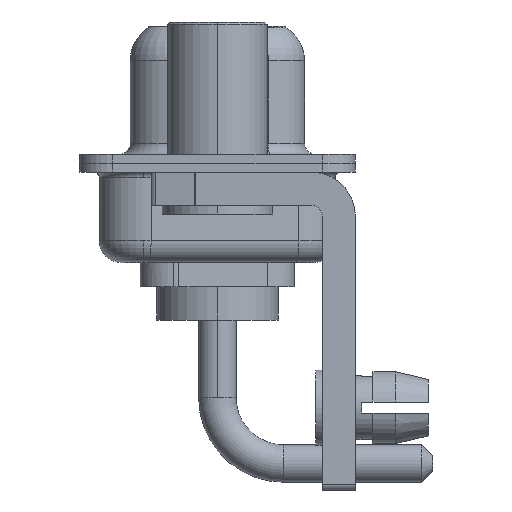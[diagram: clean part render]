
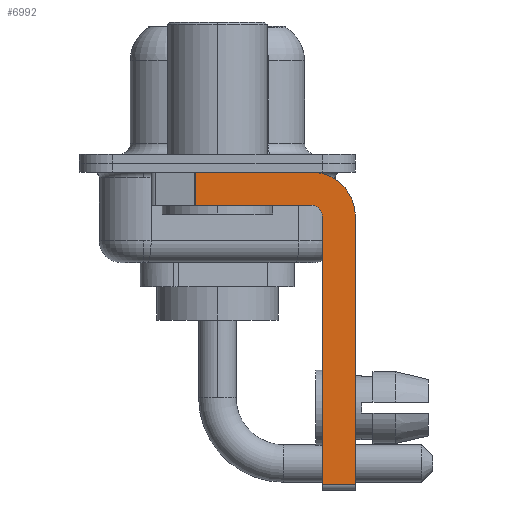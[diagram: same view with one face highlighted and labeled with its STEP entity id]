
A CAD part, left-side view. The second image highlights one B-rep face of the part: STEP entity #6992.
In plain terms, the highlighted planar face has unit normal (-1, 0, 0).
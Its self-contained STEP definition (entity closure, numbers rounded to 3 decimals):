
#7 = EDGE_CURVE ( 'NONE', #8204, #7778, #3097, .T. ) ;
#172 = CARTESIAN_POINT ( 'NONE',  ( -2.9, -4.25, -1.9 ) ) ;
#345 = ORIENTED_EDGE ( 'NONE', *, *, #9993, .F. ) ;
#685 = CARTESIAN_POINT ( 'NONE',  ( -2.9, 0.978, -1.9 ) ) ;
#941 = DIRECTION ( 'NONE',  ( 1., 0., 0. ) ) ;
#1038 = ORIENTED_EDGE ( 'NONE', *, *, #14867, .F. ) ;
#1144 = VERTEX_POINT ( 'NONE', #6112 ) ;
#1338 = DIRECTION ( 'NONE',  ( 0., -1., 0. ) ) ;
#1490 = CARTESIAN_POINT ( 'NONE',  ( -2.9, -6.25, -2.4 ) ) ;
#1944 = DIRECTION ( 'NONE',  ( 0., 0., -1. ) ) ;
#2306 = VERTEX_POINT ( 'NONE', #685 ) ;
#2345 = DIRECTION ( 'NONE',  ( 0., 0., -1. ) ) ;
#2578 = CARTESIAN_POINT ( 'NONE',  ( -2.9, -4.25, -14.55 ) ) ;
#2636 = ORIENTED_EDGE ( 'NONE', *, *, #7, .F. ) ;
#2821 = EDGE_CURVE ( 'NONE', #1144, #2306, #5599, .T. ) ;
#2926 = VECTOR ( 'NONE', #1338, 1000. ) ;
#3097 = CIRCLE ( 'NONE', #13607, 2. ) ;
#3263 = DIRECTION ( 'NONE',  ( 0., 1., 0. ) ) ;
#3495 = LINE ( 'NONE', #4962, #9781 ) ;
#3506 = AXIS2_PLACEMENT_3D ( 'NONE', #15773, #6871, #1944 ) ;
#3947 = DIRECTION ( 'NONE',  ( -1., 0., 0. ) ) ;
#4417 = LINE ( 'NONE', #9444, #10744 ) ;
#4486 = CARTESIAN_POINT ( 'NONE',  ( -2.9, -4.25, -1.9 ) ) ;
#4632 = CARTESIAN_POINT ( 'NONE',  ( -2.9, -4.25, -2.4 ) ) ;
#4962 = CARTESIAN_POINT ( 'NONE',  ( -2.9, 3., -0.4 ) ) ;
#4966 = ORIENTED_EDGE ( 'NONE', *, *, #2821, .T. ) ;
#5050 = CIRCLE ( 'NONE', #12948, 0.5 ) ;
#5131 = ORIENTED_EDGE ( 'NONE', *, *, #10839, .T. ) ;
#5336 = VECTOR ( 'NONE', #3263, 1000. ) ;
#5377 = ORIENTED_EDGE ( 'NONE', *, *, #13425, .F. ) ;
#5487 = CARTESIAN_POINT ( 'NONE',  ( -2.9, -4.75, -14.55 ) ) ;
#5599 = LINE ( 'NONE', #10540, #10029 ) ;
#5705 = PLANE ( 'NONE',  #3506 ) ;
#6112 = CARTESIAN_POINT ( 'NONE',  ( -2.9, 0.978, -0.4 ) ) ;
#6871 = DIRECTION ( 'NONE',  ( 1., 0., 0. ) ) ;
#6890 = LINE ( 'NONE', #4486, #5336 ) ;
#6992 = ADVANCED_FACE ( 'NONE', ( #13126 ), #5705, .F. ) ;
#7091 = DIRECTION ( 'NONE',  ( 0., 0., -1. ) ) ;
#7303 = VERTEX_POINT ( 'NONE', #172 ) ;
#7778 = VERTEX_POINT ( 'NONE', #1490 ) ;
#7812 = CARTESIAN_POINT ( 'NONE',  ( -2.9, -6.25, -2.4 ) ) ;
#8114 = VERTEX_POINT ( 'NONE', #5487 ) ;
#8204 = VERTEX_POINT ( 'NONE', #11660 ) ;
#8333 = EDGE_CURVE ( 'NONE', #8114, #9121, #4417, .T. ) ;
#9121 = VERTEX_POINT ( 'NONE', #12127 ) ;
#9444 = CARTESIAN_POINT ( 'NONE',  ( -2.9, -4.75, -14.8 ) ) ;
#9472 = VECTOR ( 'NONE', #14303, 1000. ) ;
#9781 = VECTOR ( 'NONE', #11069, 1000. ) ;
#9896 = DIRECTION ( 'NONE',  ( 0., 0., 1. ) ) ;
#9993 = EDGE_CURVE ( 'NONE', #7778, #16221, #15388, .T. ) ;
#10029 = VECTOR ( 'NONE', #7091, 1000. ) ;
#10139 = CARTESIAN_POINT ( 'NONE',  ( -2.9, -6.25, -14.55 ) ) ;
#10540 = CARTESIAN_POINT ( 'NONE',  ( -2.9, 0.978, -1.9 ) ) ;
#10744 = VECTOR ( 'NONE', #12173, 1000. ) ;
#10839 = EDGE_CURVE ( 'NONE', #8114, #16221, #11444, .T. ) ;
#11069 = DIRECTION ( 'NONE',  ( 0., -1., 0. ) ) ;
#11444 = LINE ( 'NONE', #2578, #2926 ) ;
#11660 = CARTESIAN_POINT ( 'NONE',  ( -2.9, -4.25, -0.4 ) ) ;
#12037 = EDGE_CURVE ( 'NONE', #9121, #7303, #5050, .T. ) ;
#12127 = CARTESIAN_POINT ( 'NONE',  ( -2.9, -4.75, -2.4 ) ) ;
#12173 = DIRECTION ( 'NONE',  ( 0., 0., 1. ) ) ;
#12948 = AXIS2_PLACEMENT_3D ( 'NONE', #15259, #3947, #9896 ) ;
#13027 = ORIENTED_EDGE ( 'NONE', *, *, #12037, .F. ) ;
#13126 = FACE_OUTER_BOUND ( 'NONE', #14345, .T. ) ;
#13425 = EDGE_CURVE ( 'NONE', #1144, #8204, #3495, .T. ) ;
#13607 = AXIS2_PLACEMENT_3D ( 'NONE', #4632, #941, #2345 ) ;
#14303 = DIRECTION ( 'NONE',  ( 0., 0., -1. ) ) ;
#14345 = EDGE_LOOP ( 'NONE', ( #5377, #4966, #1038, #13027, #15913, #5131, #345, #2636 ) ) ;
#14867 = EDGE_CURVE ( 'NONE', #7303, #2306, #6890, .T. ) ;
#15259 = CARTESIAN_POINT ( 'NONE',  ( -2.9, -4.25, -2.4 ) ) ;
#15388 = LINE ( 'NONE', #7812, #9472 ) ;
#15773 = CARTESIAN_POINT ( 'NONE',  ( -2.9, -4.25, -2.4 ) ) ;
#15913 = ORIENTED_EDGE ( 'NONE', *, *, #8333, .F. ) ;
#16221 = VERTEX_POINT ( 'NONE', #10139 ) ;
